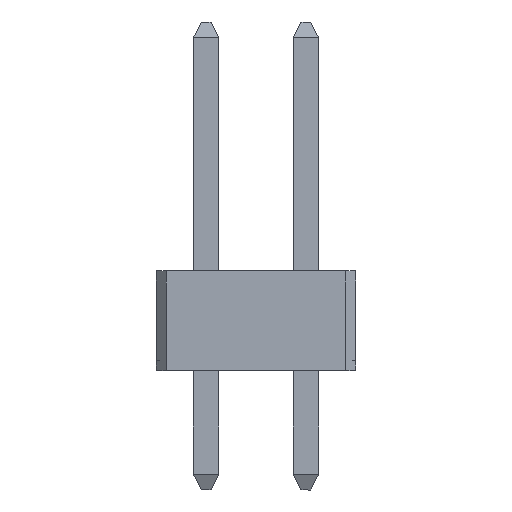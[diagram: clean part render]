
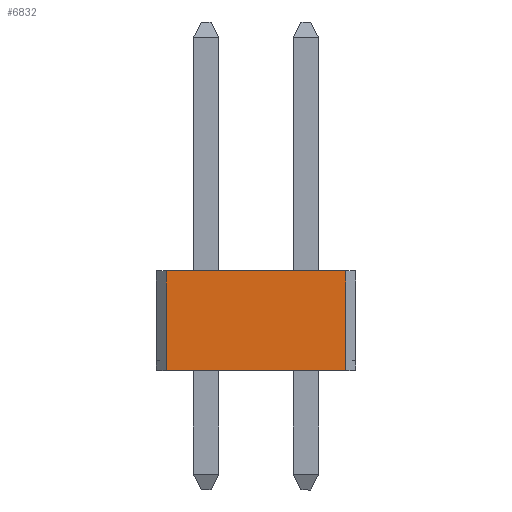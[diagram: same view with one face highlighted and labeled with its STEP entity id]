
A CAD part, left-side view. The second image highlights one B-rep face of the part: STEP entity #6832.
In plain terms, the highlighted planar face has unit normal (-1, 0, 0).
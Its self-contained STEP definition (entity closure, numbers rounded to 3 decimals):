
#67=FACE_OUTER_BOUND('',#485,.T.);
#485=EDGE_LOOP('',(#4455,#4456,#4457,#4458));
#935=LINE('',#9497,#1895);
#990=LINE('',#9614,#1950);
#991=LINE('',#9617,#1951);
#992=LINE('',#9618,#1952);
#1895=VECTOR('',#7690,4.572);
#1950=VECTOR('',#7765,2.54);
#1951=VECTOR('',#7768,4.572);
#1952=VECTOR('',#7769,2.54);
#2854=VERTEX_POINT('',#9494);
#2855=VERTEX_POINT('',#9496);
#2907=VERTEX_POINT('',#9612);
#2908=VERTEX_POINT('',#9616);
#3435=EDGE_CURVE('',#2855,#2854,#935,.T.);
#3490=EDGE_CURVE('',#2854,#2907,#990,.T.);
#3491=EDGE_CURVE('',#2908,#2907,#991,.T.);
#3492=EDGE_CURVE('',#2855,#2908,#992,.T.);
#4455=ORIENTED_EDGE('',*,*,#3435,.T.);
#4456=ORIENTED_EDGE('',*,*,#3490,.T.);
#4457=ORIENTED_EDGE('',*,*,#3491,.F.);
#4458=ORIENTED_EDGE('',*,*,#3492,.F.);
#6319=PLANE('',#7265);
#6832=ADVANCED_FACE('',(#67),#6319,.T.);
#7265=AXIS2_PLACEMENT_3D('',#9615,#7766,#7767);
#7690=DIRECTION('',(0.,0.,1.));
#7765=DIRECTION('',(0.,1.,0.));
#7766=DIRECTION('center_axis',(-1.,0.,0.));
#7767=DIRECTION('ref_axis',(0.,0.,1.));
#7768=DIRECTION('',(0.,0.,1.));
#7769=DIRECTION('',(0.,1.,0.));
#9494=CARTESIAN_POINT('',(-1.27,0.,2.286));
#9496=CARTESIAN_POINT('',(-1.27,0.,-2.286));
#9497=CARTESIAN_POINT('',(-1.27,0.,-2.286));
#9612=CARTESIAN_POINT('',(-1.27,2.54,2.286));
#9614=CARTESIAN_POINT('',(-1.27,0.,2.286));
#9615=CARTESIAN_POINT('Origin',(-1.27,0.,-2.286));
#9616=CARTESIAN_POINT('',(-1.27,2.54,-2.286));
#9617=CARTESIAN_POINT('',(-1.27,2.54,-2.286));
#9618=CARTESIAN_POINT('',(-1.27,0.,-2.286));
